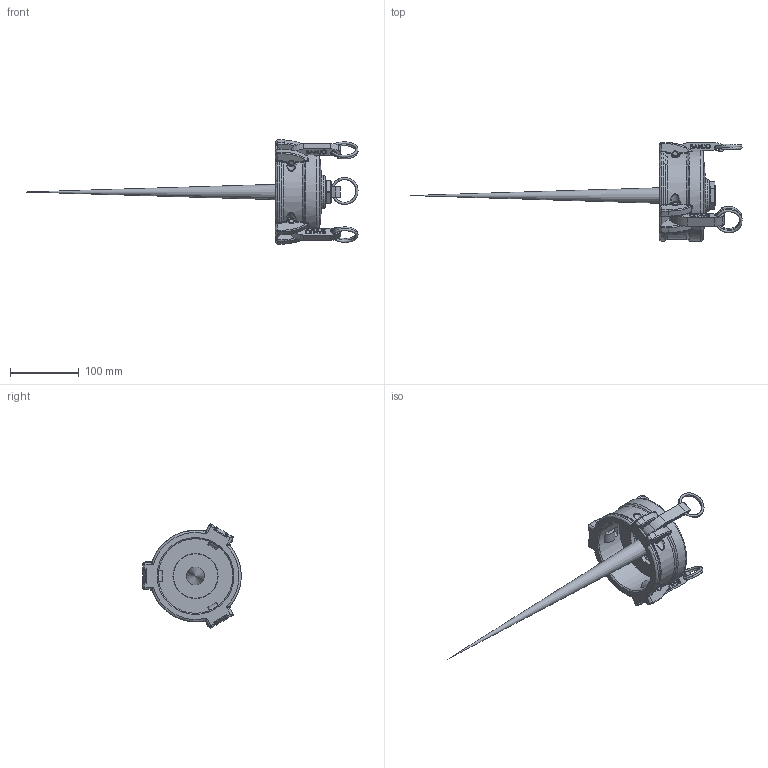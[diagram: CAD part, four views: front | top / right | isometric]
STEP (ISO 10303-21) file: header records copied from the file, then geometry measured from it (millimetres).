
FILE_DESCRIPTION(/* description */ ('2" QUICK CPLG LINE STRAINER CAP'),/* implementation_level */ '2;1');
FILE_NAME(/* name */ 'LSQ200-C.stp',/* time_stamp */ '2020-06-04T09:04:15-04:00',/* author */ ('CAB'),/* organization */ (''),/* preprocessor_version */ 'ST-DEVELOPER v17.2',/* originating_system */ 'Autodesk Inventor 2019',/* authorisation */ '');
FILE_SCHEMA (('AUTOMOTIVE_DESIGN { 1 0 10303 214 3 1 1 }'));
Products named in the file (9): LSQ200-C; LSQ200-XC; 300K; 300XK; 150RING; 300P; LSQ200-G; LSQ200R1; PLUG075S
Assembly tree (12 placements, depth 3):
  LSQ200-C
    LSQ200-XC
    300K  x3
      300XK
      150RING
    300P  x3
    LSQ200-G
    LSQ200R1
    PLUG075S
Bounding box: 484.18 x 143.66 x 151.74 mm (x, y, z)
Volume: 502175.7 mm3; surface area: 164857.5 mm2
Topology: 13 solids, 13 shells, 2518 faces, 6008 edges, 3483 vertices
Faces by surface type: bspline 846, cylinder 683, plane 640, torus 173, sphere 139, cone 37
Full cylindrical faces by diameter (mm): 6.35 x3, 7.899 x3, 7.95 x6, 8.103 x3, 12.7 x1, 26.67 x1, 64.77 x1, 65.786 x1, 105.791 x1, 108.839 x1, 110.236 x1, 111.912 x1, 133.35 x1
Entity records: 64451 total; most frequent: CARTESIAN_POINT 33979, ORIENTED_EDGE 6838, DIRECTION 5151, EDGE_CURVE 3419, VERTEX_POINT 2103, AXIS2_PLACEMENT_3D 1784, LINE 1583, VECTOR 1583
